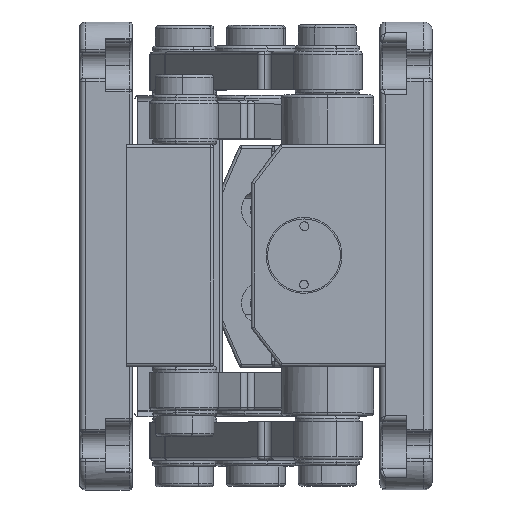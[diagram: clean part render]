
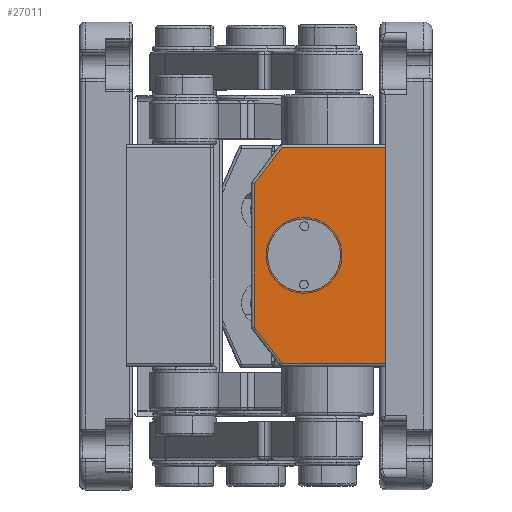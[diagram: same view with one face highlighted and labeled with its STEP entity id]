
A CAD part, top view. The second image highlights one B-rep face of the part: STEP entity #27011.
In plain terms, the highlighted planar face has unit normal (0, 0, 1).
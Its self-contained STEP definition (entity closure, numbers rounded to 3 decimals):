
#171 = CARTESIAN_POINT ( 'NONE',  ( 34.469, 18.5, 60. ) ) ;
#310 = DIRECTION ( 'NONE',  ( 0.61, -0.793, 0. ) ) ;
#314 = CARTESIAN_POINT ( 'NONE',  ( 38.469, 6.25, 60. ) ) ;
#1856 = DIRECTION ( 'NONE',  ( 0., 1., 0. ) ) ;
#3088 = DIRECTION ( 'NONE',  ( 0., 1., 0. ) ) ;
#4292 = EDGE_CURVE ( 'NONE', #13994, #33436, #55380, .T. ) ;
#6008 = PLANE ( 'NONE',  #11347 ) ;
#8398 = CARTESIAN_POINT ( 'NONE',  ( 34.715, 18.5, 60. ) ) ;
#10379 = VERTEX_POINT ( 'NONE', #314 ) ;
#11109 = VECTOR ( 'NONE', #13807, 1000. ) ;
#11347 = AXIS2_PLACEMENT_3D ( 'NONE', #44849, #34756, #49250 ) ;
#12066 = CARTESIAN_POINT ( 'NONE',  ( 52.469, -18.5, 60. ) ) ;
#13413 = ORIENTED_EDGE ( 'NONE', *, *, #4292, .T. ) ;
#13807 = DIRECTION ( 'NONE',  ( 0., -1., 0. ) ) ;
#13824 = LINE ( 'NONE', #171, #41683 ) ;
#13994 = VERTEX_POINT ( 'NONE', #45518 ) ;
#15001 = CARTESIAN_POINT ( 'NONE',  ( 34.865, -18.695, 60. ) ) ;
#16510 = ORIENTED_EDGE ( 'NONE', *, *, #55254, .T. ) ;
#16572 = CARTESIAN_POINT ( 'NONE',  ( 38.469, 0., 60. ) ) ;
#17765 = ORIENTED_EDGE ( 'NONE', *, *, #50823, .T. ) ;
#19679 = DIRECTION ( 'NONE',  ( -1., 0., 0. ) ) ;
#21562 = DIRECTION ( 'NONE',  ( 0., 0., 1. ) ) ;
#22019 = EDGE_LOOP ( 'NONE', ( #36832, #56365, #16510, #17765, #56100, #13413 ) ) ;
#24713 = CARTESIAN_POINT ( 'NONE',  ( 52.469, -18.5, 60. ) ) ;
#26208 = CARTESIAN_POINT ( 'NONE',  ( 29.969, -12.33, 60. ) ) ;
#26611 = DIRECTION ( 'NONE',  ( 0., 0., 1. ) ) ;
#26930 = LINE ( 'NONE', #44789, #38216 ) ;
#27011 = ADVANCED_FACE ( 'NONE', ( #48400, #49931 ), #6008, .F. ) ;
#29410 = EDGE_CURVE ( 'NONE', #46263, #10379, #30558, .T. ) ;
#29472 = LINE ( 'NONE', #15001, #57281 ) ;
#30500 = VERTEX_POINT ( 'NONE', #26208 ) ;
#30558 = CIRCLE ( 'NONE', #42131, 6.25 ) ;
#30721 = VERTEX_POINT ( 'NONE', #47211 ) ;
#30926 = EDGE_CURVE ( 'NONE', #32176, #52349, #13824, .T. ) ;
#32176 = VERTEX_POINT ( 'NONE', #60723 ) ;
#33436 = VERTEX_POINT ( 'NONE', #24713 ) ;
#34756 = DIRECTION ( 'NONE',  ( 0., 0., -1. ) ) ;
#35801 = DIRECTION ( 'NONE',  ( 1., 0., 0. ) ) ;
#36674 = LINE ( 'NONE', #42988, #11109 ) ;
#36678 = CARTESIAN_POINT ( 'NONE',  ( 38.469, 0., 60. ) ) ;
#36832 = ORIENTED_EDGE ( 'NONE', *, *, #41233, .T. ) ;
#37122 = EDGE_LOOP ( 'NONE', ( #52717, #54176 ) ) ;
#38216 = VECTOR ( 'NONE', #59100, 1000. ) ;
#41233 = EDGE_CURVE ( 'NONE', #33436, #32176, #43154, .T. ) ;
#41683 = VECTOR ( 'NONE', #19679, 1000. ) ;
#42131 = AXIS2_PLACEMENT_3D ( 'NONE', #16572, #21562, #1856 ) ;
#42965 = EDGE_CURVE ( 'NONE', #30500, #13994, #29472, .T. ) ;
#42988 = CARTESIAN_POINT ( 'NONE',  ( 29.969, 0., 60. ) ) ;
#43154 = LINE ( 'NONE', #48170, #53692 ) ;
#43565 = DIRECTION ( 'NONE',  ( 0., 1., 0. ) ) ;
#44508 = CIRCLE ( 'NONE', #50265, 6.25 ) ;
#44789 = CARTESIAN_POINT ( 'NONE',  ( 29.865, 12.195, 60. ) ) ;
#44849 = CARTESIAN_POINT ( 'NONE',  ( 40.969, 0., 60. ) ) ;
#45518 = CARTESIAN_POINT ( 'NONE',  ( 34.715, -18.5, 60. ) ) ;
#46263 = VERTEX_POINT ( 'NONE', #57144 ) ;
#47211 = CARTESIAN_POINT ( 'NONE',  ( 29.969, 12.33, 60. ) ) ;
#48170 = CARTESIAN_POINT ( 'NONE',  ( 52.469, -27.5, 60. ) ) ;
#48400 = FACE_OUTER_BOUND ( 'NONE', #22019, .T. ) ;
#49250 = DIRECTION ( 'NONE',  ( 0., -1., 0. ) ) ;
#49931 = FACE_BOUND ( 'NONE', #37122, .T. ) ;
#50265 = AXIS2_PLACEMENT_3D ( 'NONE', #36678, #26611, #3088 ) ;
#50823 = EDGE_CURVE ( 'NONE', #30721, #30500, #36674, .T. ) ;
#50830 = VECTOR ( 'NONE', #35801, 1000. ) ;
#52349 = VERTEX_POINT ( 'NONE', #8398 ) ;
#52717 = ORIENTED_EDGE ( 'NONE', *, *, #58935, .F. ) ;
#53692 = VECTOR ( 'NONE', #43565, 1000. ) ;
#54176 = ORIENTED_EDGE ( 'NONE', *, *, #29410, .F. ) ;
#55254 = EDGE_CURVE ( 'NONE', #52349, #30721, #26930, .T. ) ;
#55380 = LINE ( 'NONE', #12066, #50830 ) ;
#56100 = ORIENTED_EDGE ( 'NONE', *, *, #42965, .T. ) ;
#56365 = ORIENTED_EDGE ( 'NONE', *, *, #30926, .T. ) ;
#57144 = CARTESIAN_POINT ( 'NONE',  ( 38.469, -6.25, 60. ) ) ;
#57281 = VECTOR ( 'NONE', #310, 1000. ) ;
#58935 = EDGE_CURVE ( 'NONE', #10379, #46263, #44508, .T. ) ;
#59100 = DIRECTION ( 'NONE',  ( -0.61, -0.793, 0. ) ) ;
#60723 = CARTESIAN_POINT ( 'NONE',  ( 52.469, 18.5, 60. ) ) ;
